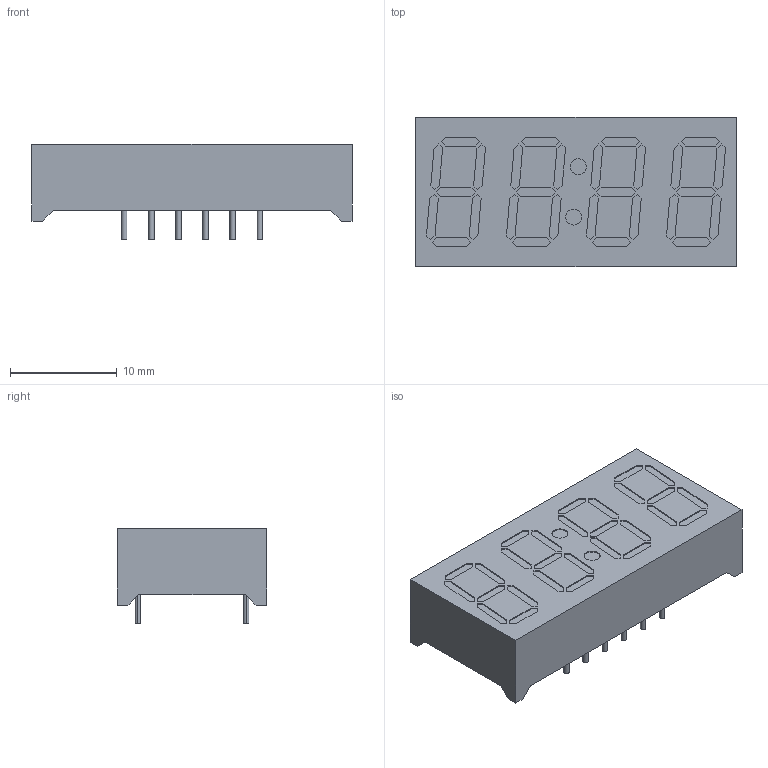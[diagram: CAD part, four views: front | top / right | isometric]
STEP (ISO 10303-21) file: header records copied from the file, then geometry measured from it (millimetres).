
FILE_DESCRIPTION (( 'STEP AP214' ), '1' );
FILE_NAME ('7 segment1.STEP', '2021-02-16T08:24:24', ( '' ), ( '' ), 'SwSTEP 2.0', 'SolidWorks 2018', '' );
FILE_SCHEMA (( 'AUTOMOTIVE_DESIGN' ));
Length unit declared in the file: millimetre
Products named in the file (4): 7 segment1; TM1637.step.STEP; TM1637 v1.step.STEP; 7 segment1.STEP
Assembly tree (3 placements, depth 4):
  7 segment1
    7 segment1.STEP
      TM1637 v1.step.STEP
        TM1637.step.STEP
Bounding box: 30 x 14 x 8.93 mm (x, y, z)
Volume: 2414.9 mm3; surface area: 1537.5 mm2
Topology: 1 solids, 1 shells, 264 faces, 660 edges, 440 vertices
Faces by surface type: plane 236, cylinder 28
Entity records: 10782 total; most frequent: CARTESIAN_POINT 1372, ORIENTED_EDGE 1320, DIRECTION 1260, EDGE_CURVE 660, VECTOR 604, LINE 604, VERTEX_POINT 440, AXIS2_PLACEMENT_3D 328
